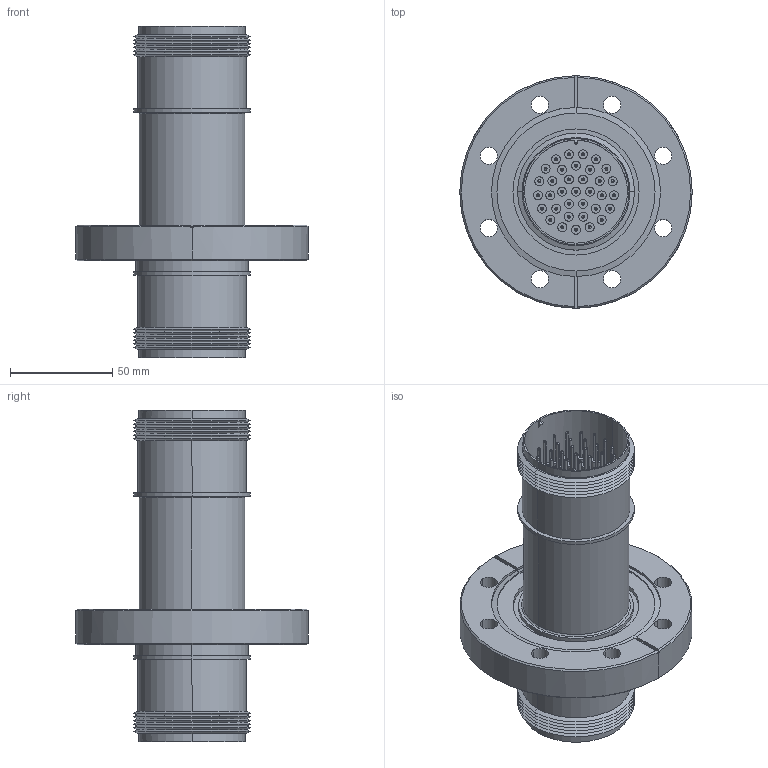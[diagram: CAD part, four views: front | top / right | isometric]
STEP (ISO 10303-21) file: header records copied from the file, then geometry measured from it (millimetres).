
FILE_DESCRIPTION (( 'STEP AP203' ), '1' );
FILE_NAME ('A1379-1-CF.STEP', '2013-03-18T18:06:56', ( '' ), ( '' ), 'SwSTEP 2.0', 'SolidWorks 2012', '' );
FILE_SCHEMA (( 'CONFIG_CONTROL_DESIGN' ));
Length unit declared in the file: inch
Products named in the file (1): A1379-1-CF
Bounding box: 113.54 x 113.54 x 162.05 mm (x, y, z)
Volume: 185018.2 mm3; surface area: 128930.5 mm2
Topology: 1 solids, 2 shells, 1305 faces, 3126 edges, 2062 vertices
Faces by surface type: cylinder 730, plane 301, bspline 216, cone 58
Entity records: 42283 total; most frequent: CARTESIAN_POINT 10850, DIRECTION 7088, ORIENTED_EDGE 6252, EDGE_CURVE 3126, AXIS2_PLACEMENT_3D 3100, VERTEX_POINT 2062, CIRCLE 2010, EDGE_LOOP 1764
